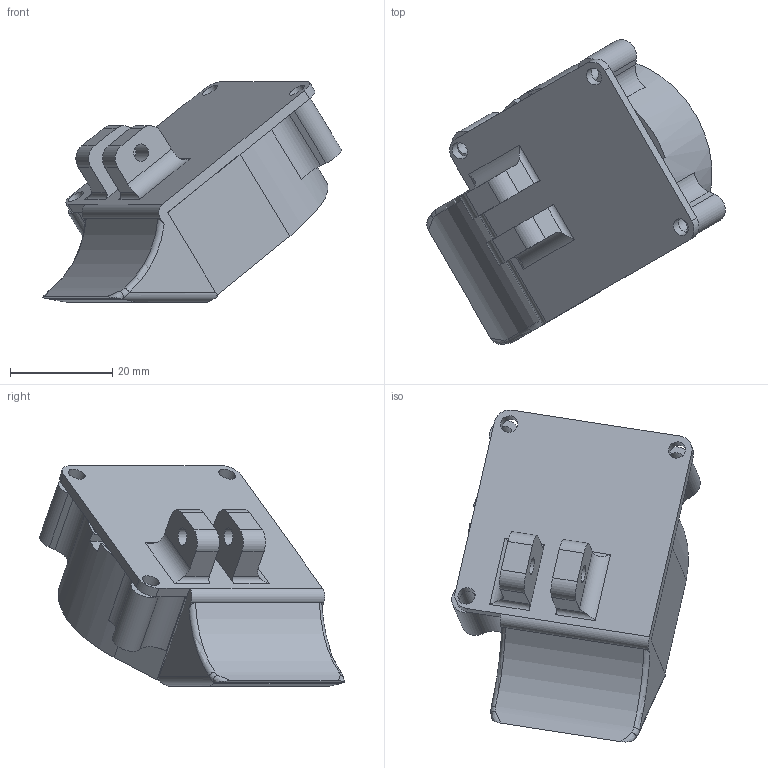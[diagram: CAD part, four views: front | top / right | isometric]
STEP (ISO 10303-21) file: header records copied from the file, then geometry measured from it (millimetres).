
FILE_DESCRIPTION(('FreeCAD Model'),'2;1');
FILE_NAME('Layer_Fan+Mount.step', '2017-01-22T16:28:13',('Ax Smith-Laffin'),('AxMod Box Mods Limited'), 'Open CASCADE STEP processor 6.8','FreeCAD','Unknown');
FILE_SCHEMA(('AUTOMOTIVE_DESIGN_CC2 { 1 2 10303 214 -1 1 5 4 }'));
Length unit declared in the file: millimetre
Products named in the file (3): ASSEMBLY; Blower_Fan; Fan_Mount
Assembly tree (2 placements, depth 2):
  ASSEMBLY
    Blower_Fan
    Fan_Mount
Bounding box: 58.42 x 59.6 x 43.18 mm (x, y, z)
Volume: 18511.7 mm3; surface area: 22980.5 mm2
Topology: 3 solids, 3 shells, 335 faces, 1113 edges, 724 vertices
Faces by surface type: cylinder 181, plane 146, torus 4, bspline 4
Full cylindrical faces by diameter (mm): 3.4 x8, 19.6 x1, 27.495 x1
Entity records: 48071 total; most frequent: CARTESIAN_POINT 27724, DIRECTION 3421, ORIENTED_EDGE 2226, PCURVE 2226, DEFINITIONAL_REPRESENTATION 2226, LINE 1500, VECTOR 1500, EDGE_CURVE 1113
